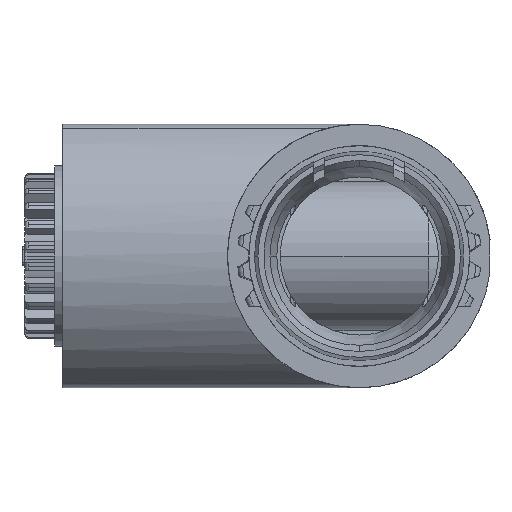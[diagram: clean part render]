
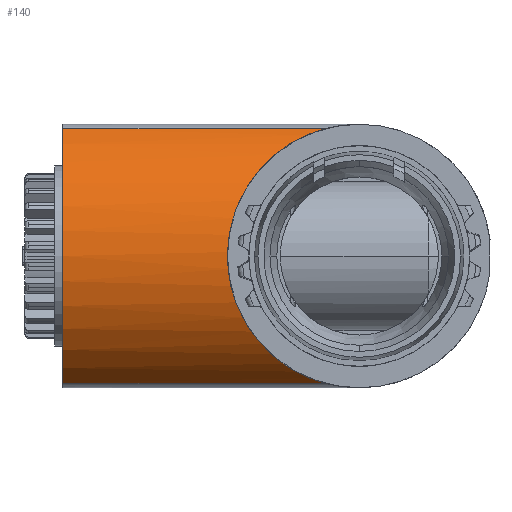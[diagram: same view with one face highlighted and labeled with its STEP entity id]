
A CAD part, front view. The second image highlights one B-rep face of the part: STEP entity #140.
In plain terms, the highlighted cylindrical face has radius 9 mm (diameter 18 mm), a partial arc.
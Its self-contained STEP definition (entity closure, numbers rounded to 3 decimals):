
#140=ADVANCED_FACE('',(#626),#627,.T.);
#626=FACE_OUTER_BOUND('',#1433,.T.);
#627=CYLINDRICAL_SURFACE('',#1434,9.0);
#1433=EDGE_LOOP('',(#7581,#7582,#7583,#7584));
#1434=AXIS2_PLACEMENT_3D('',#7585,#7586,#7587);
#7581=ORIENTED_EDGE('',*,*,#10521,.F.);
#7582=ORIENTED_EDGE('',*,*,#10525,.T.);
#7583=ORIENTED_EDGE('',*,*,#10279,.T.);
#7584=ORIENTED_EDGE('',*,*,#10524,.T.);
#7585=CARTESIAN_POINT('',(-8.0,0.0,0.0));
#7586=DIRECTION('',(1.0,-0.0,0.0));
#7587=DIRECTION('',(0.0,0.0,-1.0));
#10279=EDGE_CURVE('',#11475,#11473,#11476,.F.);
#10521=EDGE_CURVE('',#11877,#11879,#11880,.T.);
#10524=EDGE_CURVE('',#11473,#11879,#11883,.F.);
#10525=EDGE_CURVE('',#11877,#11475,#11884,.T.);
#11473=VERTEX_POINT('',#13394);
#11475=VERTEX_POINT('',#13407);
#11476=B_SPLINE_CURVE_WITH_KNOTS('',3,(#13408,#13409,#13410,#13411,#13412,#13413,#13414,#13415,#13416,#13417,#13418,#13419,#13420,#13421,#13422,#13423,#13424,#13425,#13426,#13427,#13428,#13429,#13430,#13431,#13432,#13433,#13434,#13435,#13436,#13437,#13438,#13439,#13440,#13441),.UNSPECIFIED.,.F.,.F.,(4,2,2,2,2,2,2,2,2,2,2,2,2,2,2,2,4),(26.734,28.461,30.188,31.915,33.642,35.257,36.872,38.486,40.101,41.716,43.33,44.945,46.56,48.287,50.014,51.741,53.468),.UNSPECIFIED.);
#11877=VERTEX_POINT('',#14941);
#11879=VERTEX_POINT('',#14943);
#11880=CIRCLE('',#14944,9.0);
#11883=LINE('',#14948,#14949);
#11884=LINE('',#14950,#14951);
#13394=CARTESIAN_POINT('',(-2.119,-4.636,7.714));
#13407=CARTESIAN_POINT('',(-2.119,-4.636,-7.714));
#13408=CARTESIAN_POINT('',(0.,-4.123,8.0));
#13409=CARTESIAN_POINT('',(-0.576,-4.123,8.0));
#13410=CARTESIAN_POINT('',(-1.12,-4.245,7.939));
#13411=CARTESIAN_POINT('',(-2.161,-4.63,7.721));
#13412=CARTESIAN_POINT('',(-2.658,-4.891,7.563));
#13413=CARTESIAN_POINT('',(-3.61,-5.467,7.158));
#13414=CARTESIAN_POINT('',(-4.063,-5.782,6.91));
#13415=CARTESIAN_POINT('',(-4.91,-6.405,6.337));
#13416=CARTESIAN_POINT('',(-5.303,-6.714,6.01));
#13417=CARTESIAN_POINT('',(-5.987,-7.267,5.326));
#13418=CARTESIAN_POINT('',(-6.306,-7.533,4.949));
#13419=CARTESIAN_POINT('',(-6.882,-8.021,4.111));
#13420=CARTESIAN_POINT('',(-7.139,-8.243,3.65));
#13421=CARTESIAN_POINT('',(-7.56,-8.61,2.671));
#13422=CARTESIAN_POINT('',(-7.725,-8.756,2.151));
#13423=CARTESIAN_POINT('',(-7.945,-8.951,1.084));
#13424=CARTESIAN_POINT('',(-8.0,-9.0,0.538));
#13425=CARTESIAN_POINT('',(-8.0,-9.0,-0.538));
#13426=CARTESIAN_POINT('',(-7.945,-8.951,-1.084));
#13427=CARTESIAN_POINT('',(-7.725,-8.756,-2.151));
#13428=CARTESIAN_POINT('',(-7.56,-8.61,-2.671));
#13429=CARTESIAN_POINT('',(-7.139,-8.243,-3.65));
#13430=CARTESIAN_POINT('',(-6.882,-8.021,-4.111));
#13431=CARTESIAN_POINT('',(-6.306,-7.533,-4.949));
#13432=CARTESIAN_POINT('',(-5.987,-7.267,-5.326));
#13433=CARTESIAN_POINT('',(-5.303,-6.714,-6.01));
#13434=CARTESIAN_POINT('',(-4.91,-6.405,-6.337));
#13435=CARTESIAN_POINT('',(-4.063,-5.782,-6.91));
#13436=CARTESIAN_POINT('',(-3.61,-5.467,-7.158));
#13437=CARTESIAN_POINT('',(-2.658,-4.891,-7.563));
#13438=CARTESIAN_POINT('',(-2.161,-4.63,-7.721));
#13439=CARTESIAN_POINT('',(-1.12,-4.245,-7.939));
#13440=CARTESIAN_POINT('',(-0.576,-4.123,-8.0));
#13441=CARTESIAN_POINT('',(0.0,-4.123,-8.0));
#14941=CARTESIAN_POINT('',(-18.0,-4.636,-7.714));
#14943=CARTESIAN_POINT('',(-18.0,-4.636,7.714));
#14944=AXIS2_PLACEMENT_3D('',#18036,#18037,#18038);
#14948=CARTESIAN_POINT('',(0.062,-4.636,7.714));
#14949=VECTOR('',#18043,1.0);
#14950=CARTESIAN_POINT('',(-8.0,-4.636,-7.714));
#14951=VECTOR('',#18044,1.0);
#18036=CARTESIAN_POINT('',(-18.0,0.0,0.0));
#18037=DIRECTION('',(-1.0,0.0,0.0));
#18038=DIRECTION('',(0.0,0.0,-1.0));
#18043=DIRECTION('',(1.0,0.0,0.0));
#18044=DIRECTION('',(1.0,-0.0,0.0));
